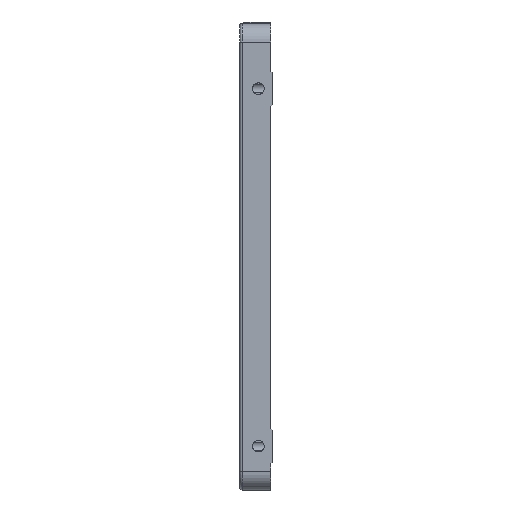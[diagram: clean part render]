
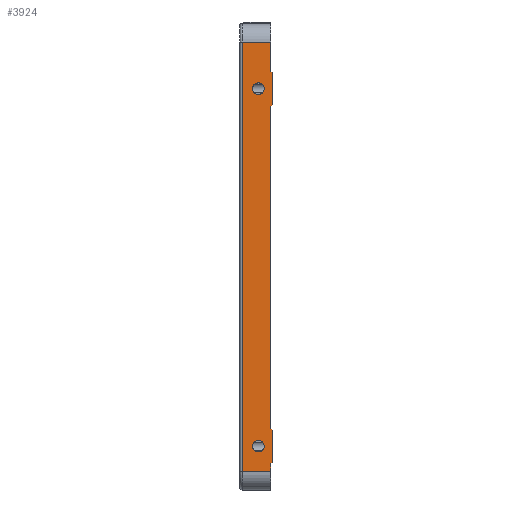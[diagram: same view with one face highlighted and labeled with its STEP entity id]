
A CAD part, left-side view. The second image highlights one B-rep face of the part: STEP entity #3924.
In plain terms, the highlighted planar face has unit normal (-1, 0, 0).
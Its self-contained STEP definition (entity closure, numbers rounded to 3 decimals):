
#43 = DIRECTION ( 'NONE',  ( 0., 0., -1. ) ) ;
#115 = CARTESIAN_POINT ( 'NONE',  ( -34.925, -5.326, 34.38 ) ) ;
#252 = LINE ( 'NONE', #1787, #6778 ) ;
#313 = LINE ( 'NONE', #802, #9011 ) ;
#395 = CARTESIAN_POINT ( 'NONE',  ( -34.925, -5.463, -42.082 ) ) ;
#464 = CARTESIAN_POINT ( 'NONE',  ( -34.925, -3.2, 46. ) ) ;
#567 = CARTESIAN_POINT ( 'NONE',  ( -34.925, -3.2, -46. ) ) ;
#569 = VECTOR ( 'NONE', #5233, 1000. ) ;
#774 = DIRECTION ( 'NONE',  ( 0., 0., -1. ) ) ;
#802 = CARTESIAN_POINT ( 'NONE',  ( -34.925, 3.5, -46. ) ) ;
#902 = AXIS2_PLACEMENT_3D ( 'NONE', #6327, #3434, #2383 ) ;
#953 = EDGE_CURVE ( 'NONE', #5528, #6180, #10279, .T. ) ;
#1043 = AXIS2_PLACEMENT_3D ( 'NONE', #2678, #9585, #7624 ) ;
#1080 = AXIS2_PLACEMENT_3D ( 'NONE', #1173, #11065, #7133 ) ;
#1173 = CARTESIAN_POINT ( 'NONE',  ( -34.925, -0.5, 36. ) ) ;
#1234 = ORIENTED_EDGE ( 'NONE', *, *, #9853, .T. ) ;
#1297 = VECTOR ( 'NONE', #9789, 1000. ) ;
#1392 = CARTESIAN_POINT ( 'NONE',  ( -34.925, -0.5, 34.75 ) ) ;
#1449 = VERTEX_POINT ( 'NONE', #11829 ) ;
#1661 = VERTEX_POINT ( 'NONE', #7296 ) ;
#1787 = CARTESIAN_POINT ( 'NONE',  ( -34.925, -3.2, 46. ) ) ;
#1793 = CARTESIAN_POINT ( 'NONE',  ( -34.925, -3.5, 46. ) ) ;
#1879 = ORIENTED_EDGE ( 'NONE', *, *, #953, .T. ) ;
#1900 = ORIENTED_EDGE ( 'NONE', *, *, #4872, .T. ) ;
#1902 = EDGE_CURVE ( 'NONE', #8313, #11117, #12109, .T. ) ;
#1937 = LINE ( 'NONE', #6708, #6262 ) ;
#2144 = DIRECTION ( 'NONE',  ( 0., -0.706, 0.708 ) ) ;
#2204 = EDGE_CURVE ( 'NONE', #3585, #10471, #252, .T. ) ;
#2270 = DIRECTION ( 'NONE',  ( 0., 0.706, 0.708 ) ) ;
#2381 = EDGE_LOOP ( 'NONE', ( #12369, #3556, #1900, #12196, #4222, #11998, #5189, #11147, #3677, #10973, #9227, #6715 ) ) ;
#2383 = DIRECTION ( 'NONE',  ( 0., 0., -1. ) ) ;
#2678 = CARTESIAN_POINT ( 'NONE',  ( -34.925, -0.5, -40.6 ) ) ;
#2836 = DIRECTION ( 'NONE',  ( 1., 0., 0. ) ) ;
#2912 = CARTESIAN_POINT ( 'NONE',  ( -34.925, -5.483, -39.137 ) ) ;
#2981 = PLANE ( 'NONE',  #7976 ) ;
#3049 = CARTESIAN_POINT ( 'NONE',  ( -34.925, -3.2, 46. ) ) ;
#3314 = EDGE_LOOP ( 'NONE', ( #1234, #3723 ) ) ;
#3434 = DIRECTION ( 'NONE',  ( 1., 0., 0. ) ) ;
#3556 = ORIENTED_EDGE ( 'NONE', *, *, #12515, .T. ) ;
#3585 = VERTEX_POINT ( 'NONE', #8853 ) ;
#3677 = ORIENTED_EDGE ( 'NONE', *, *, #4601, .T. ) ;
#3723 = ORIENTED_EDGE ( 'NONE', *, *, #5681, .T. ) ;
#3867 = CIRCLE ( 'NONE', #1043, 1.25 ) ;
#3924 = ADVANCED_FACE ( 'NONE', ( #11787, #9605, #4961 ), #2981, .F. ) ;
#4175 = VECTOR ( 'NONE', #2270, 1000. ) ;
#4222 = ORIENTED_EDGE ( 'NONE', *, *, #12858, .T. ) ;
#4434 = EDGE_CURVE ( 'NONE', #6180, #5528, #8978, .T. ) ;
#4601 = EDGE_CURVE ( 'NONE', #8313, #9936, #6854, .T. ) ;
#4619 = CARTESIAN_POINT ( 'NONE',  ( -34.925, 3.5, 46. ) ) ;
#4736 = DIRECTION ( 'NONE',  ( 0., 0., -1. ) ) ;
#4767 = CARTESIAN_POINT ( 'NONE',  ( -34.925, -3.2, 46. ) ) ;
#4786 = LINE ( 'NONE', #4619, #10854 ) ;
#4872 = EDGE_CURVE ( 'NONE', #11713, #10471, #313, .T. ) ;
#4961 = FACE_BOUND ( 'NONE', #11687, .T. ) ;
#5186 = EDGE_CURVE ( 'NONE', #1449, #12634, #6209, .T. ) ;
#5189 = ORIENTED_EDGE ( 'NONE', *, *, #12520, .T. ) ;
#5233 = DIRECTION ( 'NONE',  ( 0., 0., -1. ) ) ;
#5238 = CARTESIAN_POINT ( 'NONE',  ( -34.925, 3., 46. ) ) ;
#5528 = VERTEX_POINT ( 'NONE', #8612 ) ;
#5534 = EDGE_CURVE ( 'NONE', #11273, #7377, #4786, .T. ) ;
#5559 = CARTESIAN_POINT ( 'NONE',  ( -34.925, 3., -46. ) ) ;
#5580 = CARTESIAN_POINT ( 'NONE',  ( -34.925, -3.5, 32.551 ) ) ;
#5681 = EDGE_CURVE ( 'NONE', #6066, #1661, #3867, .T. ) ;
#5859 = LINE ( 'NONE', #3049, #569 ) ;
#6066 = VERTEX_POINT ( 'NONE', #11313 ) ;
#6180 = VERTEX_POINT ( 'NONE', #1392 ) ;
#6204 = CARTESIAN_POINT ( 'NONE',  ( -34.925, -5.62, 37.326 ) ) ;
#6209 = LINE ( 'NONE', #8960, #6972 ) ;
#6262 = VECTOR ( 'NONE', #774, 1000. ) ;
#6296 = CARTESIAN_POINT ( 'NONE',  ( -34.925, -3.2, 32.25 ) ) ;
#6327 = CARTESIAN_POINT ( 'NONE',  ( -34.925, -0.5, -40.6 ) ) ;
#6708 = CARTESIAN_POINT ( 'NONE',  ( -34.925, 3., 46. ) ) ;
#6715 = ORIENTED_EDGE ( 'NONE', *, *, #9761, .F. ) ;
#6778 = VECTOR ( 'NONE', #10891, 1000. ) ;
#6799 = CARTESIAN_POINT ( 'NONE',  ( -34.925, -0.5, 36. ) ) ;
#6854 = LINE ( 'NONE', #115, #7008 ) ;
#6936 = CARTESIAN_POINT ( 'NONE',  ( -34.925, 3.5, 46. ) ) ;
#6972 = VECTOR ( 'NONE', #8078, 1000. ) ;
#7008 = VECTOR ( 'NONE', #2144, 1000. ) ;
#7133 = DIRECTION ( 'NONE',  ( 0., 0., -1. ) ) ;
#7296 = CARTESIAN_POINT ( 'NONE',  ( -34.925, -0.5, -39.35 ) ) ;
#7377 = VERTEX_POINT ( 'NONE', #4767 ) ;
#7469 = VERTEX_POINT ( 'NONE', #11180 ) ;
#7483 = LINE ( 'NONE', #2912, #1297 ) ;
#7538 = DIRECTION ( 'NONE',  ( 0., 0., -1. ) ) ;
#7624 = DIRECTION ( 'NONE',  ( 0., 0., -1. ) ) ;
#7847 = VECTOR ( 'NONE', #9748, 1000. ) ;
#7976 = AXIS2_PLACEMENT_3D ( 'NONE', #6936, #11943, #43 ) ;
#8078 = DIRECTION ( 'NONE',  ( 0., 0., 1. ) ) ;
#8176 = VERTEX_POINT ( 'NONE', #8327 ) ;
#8313 = VERTEX_POINT ( 'NONE', #6296 ) ;
#8327 = CARTESIAN_POINT ( 'NONE',  ( -34.925, -3.2, 39.75 ) ) ;
#8612 = CARTESIAN_POINT ( 'NONE',  ( -34.925, -0.5, 37.25 ) ) ;
#8806 = CIRCLE ( 'NONE', #902, 1.25 ) ;
#8853 = CARTESIAN_POINT ( 'NONE',  ( -34.925, -3.2, -44.35 ) ) ;
#8960 = CARTESIAN_POINT ( 'NONE',  ( -34.925, -3.5, 46. ) ) ;
#8978 = CIRCLE ( 'NONE', #10833, 1.25 ) ;
#9011 = VECTOR ( 'NONE', #9520, 1000. ) ;
#9227 = ORIENTED_EDGE ( 'NONE', *, *, #11175, .T. ) ;
#9249 = ORIENTED_EDGE ( 'NONE', *, *, #4434, .T. ) ;
#9450 = VECTOR ( 'NONE', #7538, 1000. ) ;
#9520 = DIRECTION ( 'NONE',  ( 0., -1., 0. ) ) ;
#9585 = DIRECTION ( 'NONE',  ( 1., 0., 0. ) ) ;
#9605 = FACE_BOUND ( 'NONE', #3314, .T. ) ;
#9748 = DIRECTION ( 'NONE',  ( 0., 0., 1. ) ) ;
#9761 = EDGE_CURVE ( 'NONE', #7377, #8176, #5859, .T. ) ;
#9789 = DIRECTION ( 'NONE',  ( 0., 0.706, 0.708 ) ) ;
#9853 = EDGE_CURVE ( 'NONE', #1661, #6066, #8806, .T. ) ;
#9936 = VERTEX_POINT ( 'NONE', #5580 ) ;
#10013 = CARTESIAN_POINT ( 'NONE',  ( -34.925, -3.5, -37.151 ) ) ;
#10073 = CARTESIAN_POINT ( 'NONE',  ( -34.925, -3.2, -36.85 ) ) ;
#10279 = CIRCLE ( 'NONE', #1080, 1.25 ) ;
#10471 = VERTEX_POINT ( 'NONE', #567 ) ;
#10508 = LINE ( 'NONE', #1793, #7847 ) ;
#10695 = VECTOR ( 'NONE', #11476, 1000. ) ;
#10833 = AXIS2_PLACEMENT_3D ( 'NONE', #6799, #2836, #4736 ) ;
#10854 = VECTOR ( 'NONE', #11554, 1000. ) ;
#10871 = LINE ( 'NONE', #395, #10695 ) ;
#10891 = DIRECTION ( 'NONE',  ( 0., 0., -1. ) ) ;
#10973 = ORIENTED_EDGE ( 'NONE', *, *, #11418, .T. ) ;
#11065 = DIRECTION ( 'NONE',  ( 1., 0., 0. ) ) ;
#11117 = VERTEX_POINT ( 'NONE', #10073 ) ;
#11146 = LINE ( 'NONE', #6204, #4175 ) ;
#11147 = ORIENTED_EDGE ( 'NONE', *, *, #1902, .F. ) ;
#11175 = EDGE_CURVE ( 'NONE', #7469, #8176, #11146, .T. ) ;
#11180 = CARTESIAN_POINT ( 'NONE',  ( -34.925, -3.5, 39.449 ) ) ;
#11273 = VERTEX_POINT ( 'NONE', #5238 ) ;
#11313 = CARTESIAN_POINT ( 'NONE',  ( -34.925, -0.5, -41.85 ) ) ;
#11418 = EDGE_CURVE ( 'NONE', #9936, #7469, #10508, .T. ) ;
#11476 = DIRECTION ( 'NONE',  ( 0., -0.706, 0.708 ) ) ;
#11554 = DIRECTION ( 'NONE',  ( 0., -1., 0. ) ) ;
#11687 = EDGE_LOOP ( 'NONE', ( #1879, #9249 ) ) ;
#11713 = VERTEX_POINT ( 'NONE', #5559 ) ;
#11787 = FACE_OUTER_BOUND ( 'NONE', #2381, .T. ) ;
#11829 = CARTESIAN_POINT ( 'NONE',  ( -34.925, -3.5, -44.049 ) ) ;
#11943 = DIRECTION ( 'NONE',  ( 1., 0., 0. ) ) ;
#11998 = ORIENTED_EDGE ( 'NONE', *, *, #5186, .T. ) ;
#12109 = LINE ( 'NONE', #464, #9450 ) ;
#12196 = ORIENTED_EDGE ( 'NONE', *, *, #2204, .F. ) ;
#12369 = ORIENTED_EDGE ( 'NONE', *, *, #5534, .F. ) ;
#12515 = EDGE_CURVE ( 'NONE', #11273, #11713, #1937, .T. ) ;
#12520 = EDGE_CURVE ( 'NONE', #12634, #11117, #7483, .T. ) ;
#12634 = VERTEX_POINT ( 'NONE', #10013 ) ;
#12858 = EDGE_CURVE ( 'NONE', #3585, #1449, #10871, .T. ) ;
